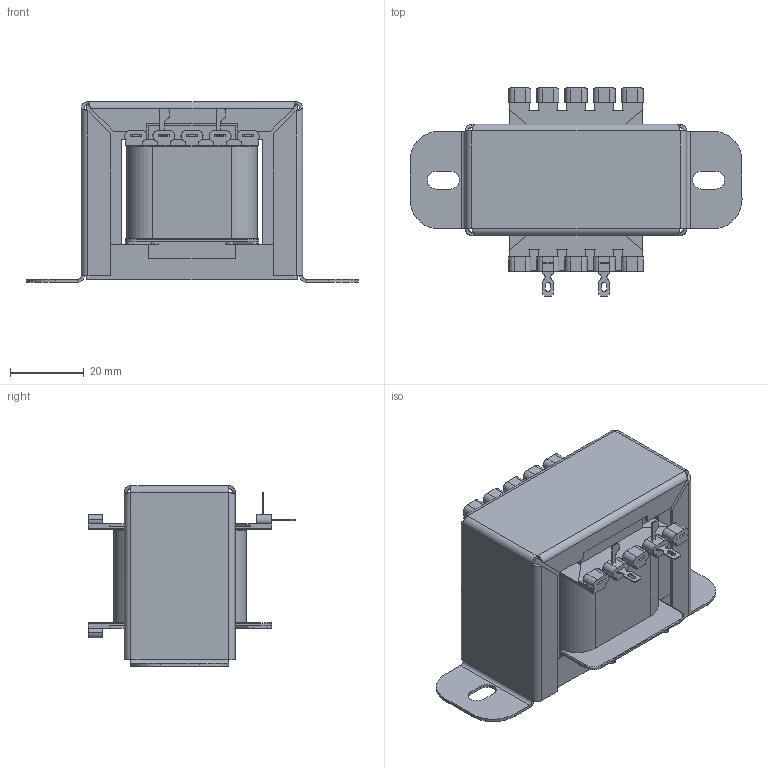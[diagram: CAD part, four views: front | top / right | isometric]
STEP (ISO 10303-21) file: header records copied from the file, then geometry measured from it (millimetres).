
FILE_DESCRIPTION (( 'STEP AP214' ), '1' );
FILE_NAME ('VTX-IND4.STEP', '2025-03-09T17:06:22', ( '' ), ( '' ), 'SwSTEP 2.0', 'SolidWorks 2024', '' );
FILE_SCHEMA (( 'AUTOMOTIVE_DESIGN' ));
Length unit declared in the file: millimetre
Products named in the file (7): Clamp EI UK35 Wide; I UK35; VTX-IND4; 35 x 1 inch S02800 Bobbin; Terminal Pin 902 Bent; EI UK35 1 Inch Windings; E UK35
Assembly tree (133 placements, depth 2):
  VTX-IND4
    35 x 1 inch S02800 Bobbin
    Terminal Pin 902 Bent  x2
    E UK35  x64
    I UK35  x64
    EI UK35 1 Inch Windings
    Clamp EI UK35 Wide
Bounding box: 90 x 56.38 x 49 mm (x, y, z)
Volume: 82650.7 mm3; surface area: 322039.8 mm2
Topology: 133 solids, 133 shells, 1831 faces, 4583 edges, 3018 vertices
Faces by surface type: plane 1684, cylinder 135, bspline 10, torus 2
Entity records: 17915 total; most frequent: CARTESIAN_POINT 3487, DIRECTION 2931, ORIENTED_EDGE 2834, EDGE_CURVE 1417, VECTOR 1155, LINE 1155, VERTEX_POINT 910, AXIS2_PLACEMENT_3D 888
